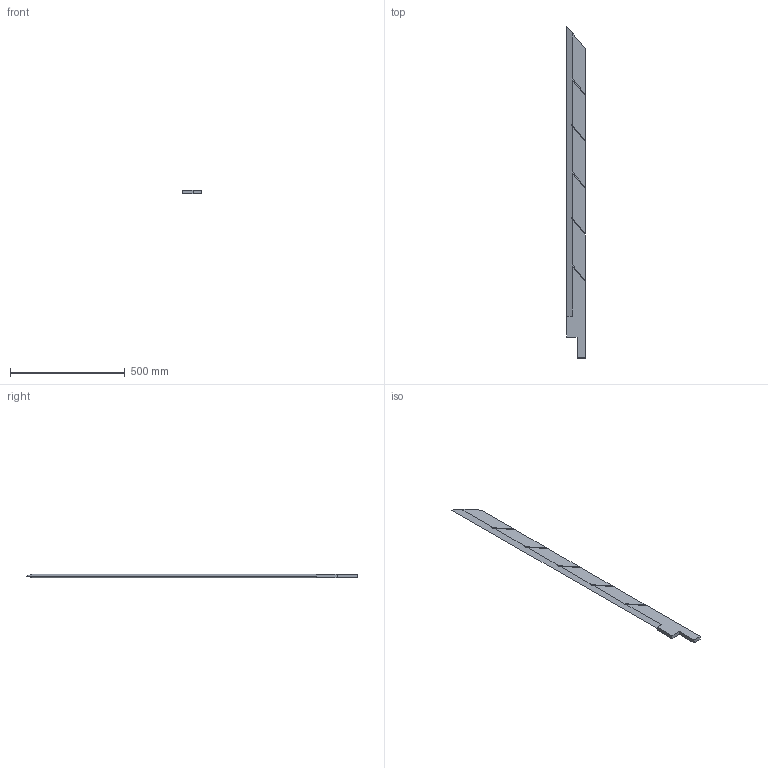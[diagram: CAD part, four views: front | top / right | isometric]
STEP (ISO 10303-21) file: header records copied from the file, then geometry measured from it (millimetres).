
FILE_DESCRIPTION(/* description */ (''),/* implementation_level */ '2;1');
FILE_NAME(/* name */ 'blade c 3.25.stp',/* time_stamp */ '2021-04-05T14:41:00-06:00',/* author */ ('newic'),/* organization */ (''),/* preprocessor_version */ 'ST-DEVELOPER v18.1',/* originating_system */ 'Autodesk Inventor 2021',/* authorisation */ '');
FILE_SCHEMA (('AUTOMOTIVE_DESIGN { 1 0 10303 214 3 1 1 }'));
Length unit declared in the file: inch
Products named in the file (1): blade c 3.25
Bounding box: 82.55 x 1449.66 x 15.88 mm (x, y, z)
Volume: 1510621.6 mm3; surface area: 255815.3 mm2
Topology: 1 solids, 1 shells, 82 faces, 228 edges, 148 vertices
Faces by surface type: plane 82
Entity records: 2599 total; most frequent: CARTESIAN_POINT 459, ORIENTED_EDGE 456, DIRECTION 394, LINE 228, VECTOR 228, EDGE_CURVE 228, VERTEX_POINT 148, AXIS2_PLACEMENT_3D 83
